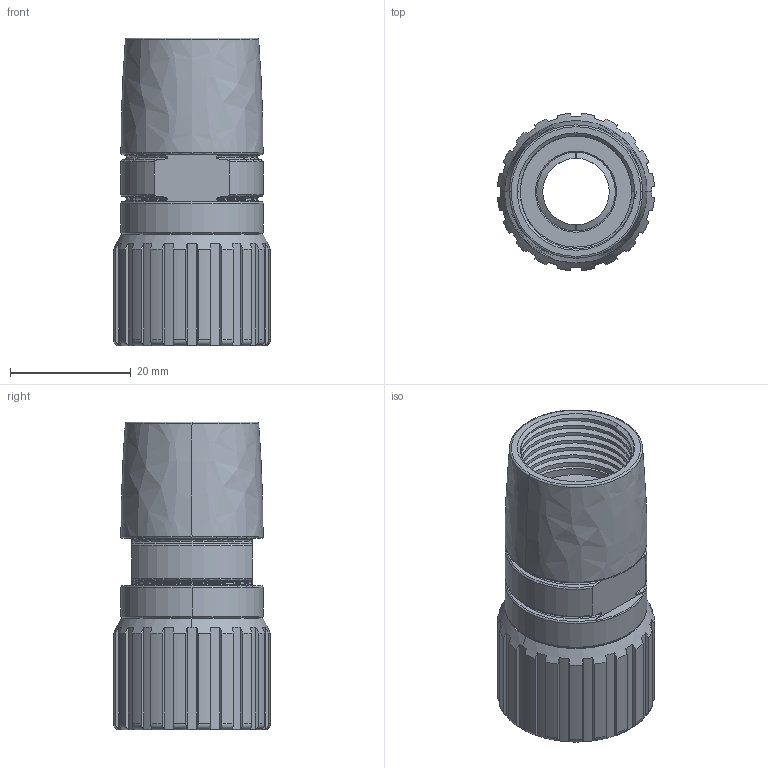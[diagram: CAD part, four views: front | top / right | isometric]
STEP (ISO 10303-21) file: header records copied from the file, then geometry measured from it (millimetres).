
FILE_DESCRIPTION((''),'2;1');
FILE_NAME('HR23-TE-M20_SW0001','2017-08-15T',('ch.chen'),(''),'PRO/ENGINEER BY PARAMETRIC TECHNOLOGY CORPORATION, 2012480','PRO/ENGINEER BY PARAMETRIC TECHNOLOGY CORPORATION, 2012480','');
FILE_SCHEMA(('AUTOMOTIVE_DESIGN { 1 0 10303 214 1 1 1 1 }'));
Length unit declared in the file: millimetre
Products named in the file (1): HR23-TE-M20_SW0001
Bounding box: 25.92 x 25.92 x 50.9 mm (x, y, z)
Volume: 9298.1 mm3; surface area: 13403.2 mm2
Topology: 1 solids, 1 shells, 349 faces, 1007 edges, 655 vertices
Faces by surface type: cylinder 128, plane 127, torus 37, cone 34, bspline 23
Entity records: 18832 total; most frequent: CARTESIAN_POINT 9965, ORIENTED_EDGE 2014, DIRECTION 1659, EDGE_CURVE 1007, VERTEX_POINT 655, AXIS2_PLACEMENT_3D 647, EDGE_LOOP 368, VECTOR 365
